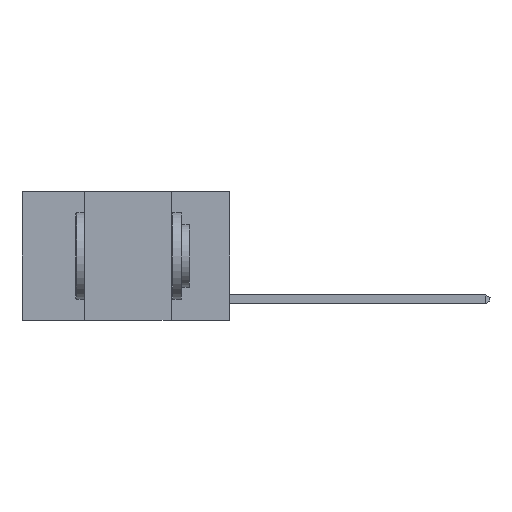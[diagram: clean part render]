
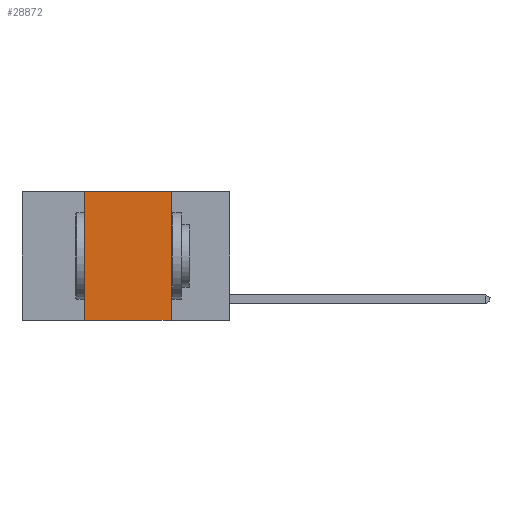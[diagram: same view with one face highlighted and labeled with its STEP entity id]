
A CAD part, left-side view. The second image highlights one B-rep face of the part: STEP entity #28872.
In plain terms, the highlighted planar face has unit normal (-1, 0, 0).
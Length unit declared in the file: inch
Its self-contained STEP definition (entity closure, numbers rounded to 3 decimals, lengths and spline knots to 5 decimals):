
#193 = DIRECTION ( 'NONE',  ( 0., 0., 1. ) ) ;
#589 = CARTESIAN_POINT ( 'NONE',  ( 0., 0.42, -0.37 ) ) ;
#1995 = DIRECTION ( 'NONE',  ( 0., -1., 0. ) ) ;
#3334 = CARTESIAN_POINT ( 'NONE',  ( 0., 0.17, 0. ) ) ;
#3592 = EDGE_CURVE ( 'NONE', #16919, #30662, #13613, .T. ) ;
#3938 = ORIENTED_EDGE ( 'NONE', *, *, #18957, .F. ) ;
#5951 = EDGE_CURVE ( 'NONE', #15165, #18192, #10187, .T. ) ;
#7403 = ORIENTED_EDGE ( 'NONE', *, *, #5951, .F. ) ;
#9176 = CARTESIAN_POINT ( 'NONE',  ( 0., 0.6, -0.37 ) ) ;
#9661 = VECTOR ( 'NONE', #26050, 39.37008 ) ;
#10026 = DIRECTION ( 'NONE',  ( 0., 0., -1. ) ) ;
#10187 = LINE ( 'NONE', #28643, #17603 ) ;
#10860 = CARTESIAN_POINT ( 'NONE',  ( 0., 0.42, 0. ) ) ;
#11074 = FACE_OUTER_BOUND ( 'NONE', #26097, .T. ) ;
#12936 = CARTESIAN_POINT ( 'NONE',  ( 0., 0.17, 0. ) ) ;
#13127 = DIRECTION ( 'NONE',  ( 1., 0., 0. ) ) ;
#13306 = VECTOR ( 'NONE', #24348, 39.37008 ) ;
#13613 = LINE ( 'NONE', #9176, #9661 ) ;
#14879 = LINE ( 'NONE', #3334, #13306 ) ;
#15165 = VERTEX_POINT ( 'NONE', #10860 ) ;
#15281 = ORIENTED_EDGE ( 'NONE', *, *, #3592, .T. ) ;
#16919 = VERTEX_POINT ( 'NONE', #589 ) ;
#17603 = VECTOR ( 'NONE', #1995, 39.37008 ) ;
#17715 = EDGE_CURVE ( 'NONE', #16919, #15165, #29211, .T. ) ;
#18192 = VERTEX_POINT ( 'NONE', #12936 ) ;
#18356 = CARTESIAN_POINT ( 'NONE',  ( 0., 0.17, -0.37 ) ) ;
#18957 = EDGE_CURVE ( 'NONE', #18192, #30662, #14879, .T. ) ;
#20691 = PLANE ( 'NONE',  #31029 ) ;
#23334 = VECTOR ( 'NONE', #193, 39.37008 ) ;
#24348 = DIRECTION ( 'NONE',  ( 0., 0., -1. ) ) ;
#24963 = ORIENTED_EDGE ( 'NONE', *, *, #17715, .F. ) ;
#26050 = DIRECTION ( 'NONE',  ( 0., -1., 0. ) ) ;
#26097 = EDGE_LOOP ( 'NONE', ( #3938, #7403, #24963, #15281 ) ) ;
#27310 = CARTESIAN_POINT ( 'NONE',  ( 0., 0.42, 0. ) ) ;
#27609 = CARTESIAN_POINT ( 'NONE',  ( 0., 0.6, 0. ) ) ;
#28643 = CARTESIAN_POINT ( 'NONE',  ( 0., 0.6, 0. ) ) ;
#28872 = ADVANCED_FACE ( 'NONE', ( #11074 ), #20691, .F. ) ;
#29211 = LINE ( 'NONE', #27310, #23334 ) ;
#30662 = VERTEX_POINT ( 'NONE', #18356 ) ;
#31029 = AXIS2_PLACEMENT_3D ( 'NONE', #27609, #13127, #10026 ) ;
